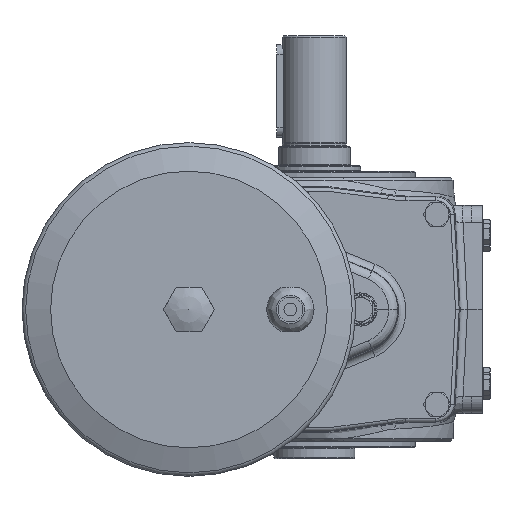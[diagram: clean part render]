
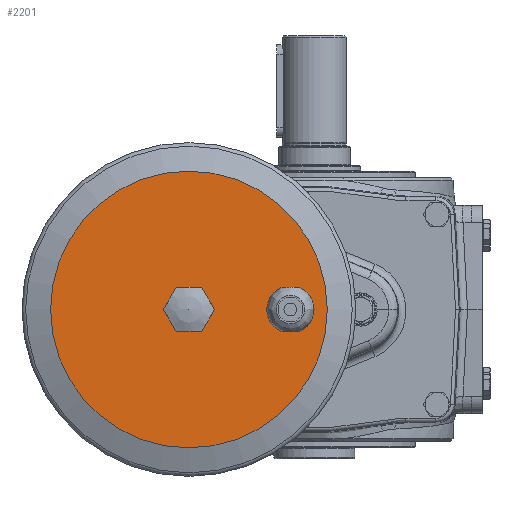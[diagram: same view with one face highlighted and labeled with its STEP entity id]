
A CAD part, left-side view. The second image highlights one B-rep face of the part: STEP entity #2201.
In plain terms, the highlighted planar face has unit normal (-1, 0, 0).
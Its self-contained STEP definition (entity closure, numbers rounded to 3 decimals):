
#2201 = ADVANCED_FACE( '', ( #4865, #4866, #4867 ), #4868, .T. );
#4865 = FACE_BOUND( '', #17092, .T. );
#4866 = FACE_OUTER_BOUND( '', #17093, .T. );
#4867 = FACE_BOUND( '', #17094, .T. );
#4868 = PLANE( '', #17095 );
#17092 = EDGE_LOOP( '', ( #27230, #27231, #27232, #27233 ) );
#17093 = EDGE_LOOP( '', ( #27234 ) );
#17094 = EDGE_LOOP( '', ( #27235, #27236, #27237, #27238, #27239, #27240 ) );
#17095 = AXIS2_PLACEMENT_3D( '', #27241, #27242, #27243 );
#27230 = ORIENTED_EDGE( '', *, *, #31165, .F. );
#27231 = ORIENTED_EDGE( '', *, *, #30826, .F. );
#27232 = ORIENTED_EDGE( '', *, *, #31000, .F. );
#27233 = ORIENTED_EDGE( '', *, *, #30092, .T. );
#27234 = ORIENTED_EDGE( '', *, *, #29580, .T. );
#27235 = ORIENTED_EDGE( '', *, *, #31092, .T. );
#27236 = ORIENTED_EDGE( '', *, *, #29273, .T. );
#27237 = ORIENTED_EDGE( '', *, *, #29163, .T. );
#27238 = ORIENTED_EDGE( '', *, *, #30593, .T. );
#27239 = ORIENTED_EDGE( '', *, *, #30616, .T. );
#27240 = ORIENTED_EDGE( '', *, *, #29366, .T. );
#27241 = CARTESIAN_POINT( '', ( -587., -7., 0. ) );
#27242 = DIRECTION( '', ( -1., 0., 0. ) );
#27243 = DIRECTION( '', ( 0., -1., 0. ) );
#29163 = EDGE_CURVE( '', #31959, #31963, #31965, .T. );
#29273 = EDGE_CURVE( '', #32146, #31959, #32149, .T. );
#29366 = EDGE_CURVE( '', #32301, #32305, #32307, .T. );
#29580 = EDGE_CURVE( '', #32658, #32658, #32659, .T. );
#30092 = EDGE_CURVE( '', #33448, #33446, #33449, .T. );
#30593 = EDGE_CURVE( '', #31963, #34139, #34141, .T. );
#30616 = EDGE_CURVE( '', #34139, #32301, #34174, .T. );
#30826 = EDGE_CURVE( '', #34446, #34449, #34450, .T. );
#31000 = EDGE_CURVE( '', #33448, #34446, #34665, .T. );
#31092 = EDGE_CURVE( '', #32305, #32146, #34772, .T. );
#31165 = EDGE_CURVE( '', #34449, #33446, #34854, .T. );
#31959 = VERTEX_POINT( '', #36312 );
#31963 = VERTEX_POINT( '', #36317 );
#31965 = LINE( '', #36320, #36321 );
#32146 = VERTEX_POINT( '', #36819 );
#32149 = LINE( '', #36823, #36824 );
#32301 = VERTEX_POINT( '', #37335 );
#32305 = VERTEX_POINT( '', #37340 );
#32307 = LINE( '', #37343, #37344 );
#32658 = VERTEX_POINT( '', #38240 );
#32659 = CIRCLE( '', #38241, 75. );
#33446 = VERTEX_POINT( '', #40780 );
#33448 = VERTEX_POINT( '', #40783 );
#33449 = LINE( '', #40784, #40785 );
#34139 = VERTEX_POINT( '', #42611 );
#34141 = LINE( '', #42614, #42615 );
#34174 = LINE( '', #42778, #42779 );
#34446 = VERTEX_POINT( '', #43413 );
#34449 = VERTEX_POINT( '', #43417 );
#34450 = LINE( '', #43418, #43419 );
#34665 = CIRCLE( '', #44611, 12.8 );
#34772 = LINE( '', #44909, #44910 );
#34854 = CIRCLE( '', #45224, 12.8 );
#36312 = CARTESIAN_POINT( '', ( -587., 74.928, 12. ) );
#36317 = CARTESIAN_POINT( '', ( -587., 61.072, 12. ) );
#36320 = CARTESIAN_POINT( '', ( -587., 74.928, 12. ) );
#36321 = VECTOR( '', #46356, 1000. );
#36819 = CARTESIAN_POINT( '', ( -587., 81.856, 0. ) );
#36823 = CARTESIAN_POINT( '', ( -587., 81.856, 0. ) );
#36824 = VECTOR( '', #46479, 1000. );
#37335 = CARTESIAN_POINT( '', ( -587., 61.072, -12. ) );
#37340 = CARTESIAN_POINT( '', ( -587., 74.928, -12. ) );
#37343 = CARTESIAN_POINT( '', ( -587., 61.072, -12. ) );
#37344 = VECTOR( '', #46578, 1000. );
#38240 = CARTESIAN_POINT( '', ( -587., -7., 0. ) );
#38241 = AXIS2_PLACEMENT_3D( '', #46836, #46837, #46838 );
#40780 = CARTESIAN_POINT( '', ( -587., 17.454, -12. ) );
#40783 = CARTESIAN_POINT( '', ( -587., 8.546, -12. ) );
#40784 = CARTESIAN_POINT( '', ( -587., 8.546, -12. ) );
#40785 = VECTOR( '', #47322, 1000. );
#42611 = CARTESIAN_POINT( '', ( -587., 54.144, 0. ) );
#42614 = CARTESIAN_POINT( '', ( -587., 61.072, 12. ) );
#42615 = VECTOR( '', #47821, 1000. );
#42778 = CARTESIAN_POINT( '', ( -587., 54.144, 0. ) );
#42779 = VECTOR( '', #47834, 1000. );
#43413 = CARTESIAN_POINT( '', ( -587., 8.546, 12. ) );
#43417 = CARTESIAN_POINT( '', ( -587., 17.454, 12. ) );
#43418 = CARTESIAN_POINT( '', ( -587., 8.546, 12. ) );
#43419 = VECTOR( '', #48052, 1000. );
#44611 = AXIS2_PLACEMENT_3D( '', #48204, #48205, #48206 );
#44909 = CARTESIAN_POINT( '', ( -587., 74.928, -12. ) );
#44910 = VECTOR( '', #48295, 1000. );
#45224 = AXIS2_PLACEMENT_3D( '', #48339, #48340, #48341 );
#46356 = DIRECTION( '', ( 0., -1., 0. ) );
#46479 = DIRECTION( '', ( 0., -0.5, 0.866 ) );
#46578 = DIRECTION( '', ( 0., 1., 0. ) );
#46836 = CARTESIAN_POINT( '', ( -587., 68., 0. ) );
#46837 = DIRECTION( '', ( -1., 0., 0. ) );
#46838 = DIRECTION( '', ( 0., -1., 0. ) );
#47322 = DIRECTION( '', ( 0., 1., 0. ) );
#47821 = DIRECTION( '', ( 0., -0.5, -0.866 ) );
#47834 = DIRECTION( '', ( 0., 0.5, -0.866 ) );
#48052 = DIRECTION( '', ( 0., 1., 0. ) );
#48204 = CARTESIAN_POINT( '', ( -587., 13., 0. ) );
#48205 = DIRECTION( '', ( -1., 0., 0. ) );
#48206 = DIRECTION( '', ( 0., -1., 0. ) );
#48295 = DIRECTION( '', ( 0., 0.5, 0.866 ) );
#48339 = CARTESIAN_POINT( '', ( -587., 13., 0. ) );
#48340 = DIRECTION( '', ( -1., 0., 0. ) );
#48341 = DIRECTION( '', ( 0., -1., 0. ) );
